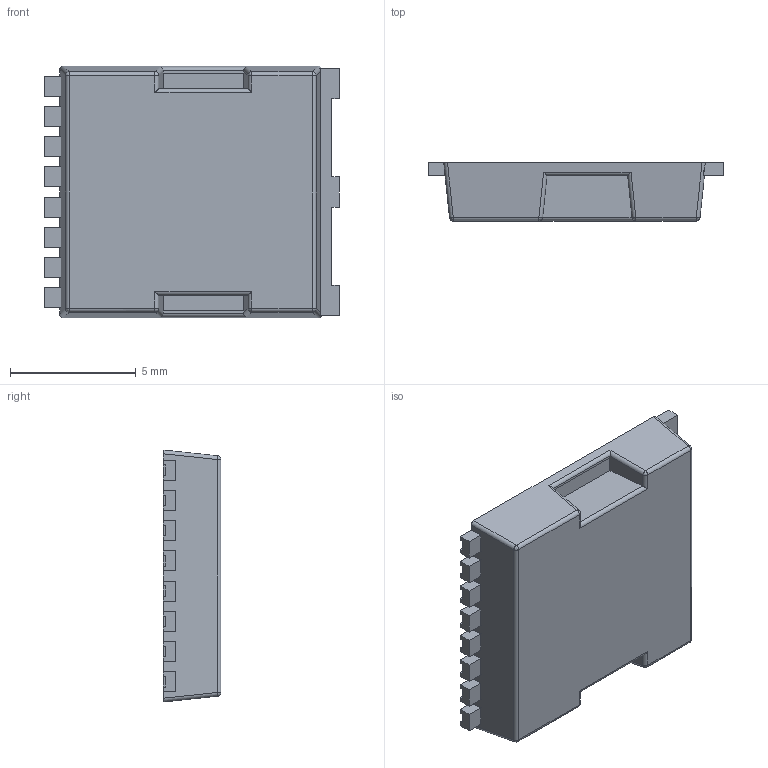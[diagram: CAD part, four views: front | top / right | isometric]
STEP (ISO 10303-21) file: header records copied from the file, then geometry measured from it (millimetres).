
FILE_DESCRIPTION(/* description */ (''),/* implementation_level */ '2;1');
FILE_NAME(/* name */ 'TOLL-8~1',/* time_stamp */ '2023-11-21T16:27:00+08:00',/* author */ (''),/* organization */ (''),/* preprocessor_version */ 'ST-DEVELOPER v16.5',/* originating_system */ '',/* authorisation */ '');
FILE_SCHEMA (('AUTOMOTIVE_DESIGN'));
Length unit declared in the file: millimetre
Products named in the file (3): Document; ��1; ��2
Assembly tree (2 placements, depth 2):
  Document
    ��1
    ��2
Bounding box: 11.7 x 2.3 x 10 mm (x, y, z)
Volume: 223.2 mm3; surface area: 488.4 mm2
Topology: 4 solids, 4 shells, 182 faces, 514 edges, 328 vertices
Faces by surface type: plane 152, cylinder 22, bspline 8
Entity records: 5445 total; most frequent: CARTESIAN_POINT 1953, ORIENTED_EDGE 1012, EDGE_CURVE 506, B_SPLINE_CURVE_WITH_KNOTS 458, VERTEX_POINT 328, DIRECTION 188, ADVANCED_FACE 182, FACE_OUTER_BOUND 182
